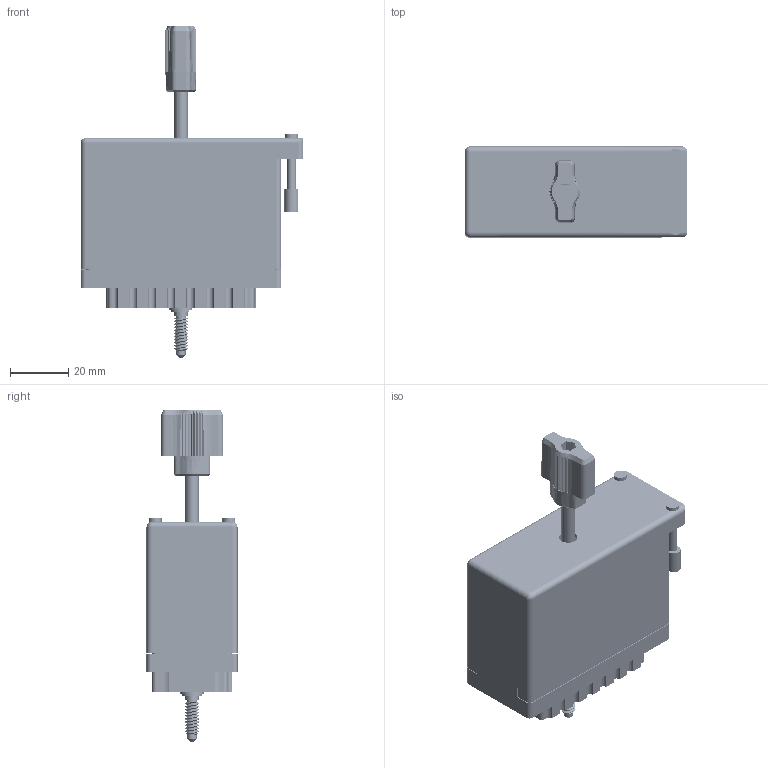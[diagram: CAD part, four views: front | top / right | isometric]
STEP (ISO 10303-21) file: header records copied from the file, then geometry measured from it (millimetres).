
FILE_DESCRIPTION (( 'STEP AP203' ), '1' );
FILE_NAME ('516-090-541-455.STEP', '2020-03-06T21:43:51', ( '' ), ( '' ), 'SwSTEP 2.0', 'SolidWorks 2016', '' );
FILE_SCHEMA (( 'CONFIG_CONTROL_DESIGN' ));
Length unit declared in the file: inch
Products named in the file (11): Grub Screw; 516-250-091-111; 516-253-095-100; 516-254-091-109; 516-253-190-107; 516-230-001_Metal - 090 Side Entry; 516-251-095-100; 516-090-541-455; 516 Part Receptacle_090; Actuating Screw Assy 090-120; 516-292-001_541 Contact
Assembly tree (100 placements, depth 3):
  516-090-541-455
    516 Part Receptacle_090
    516-292-001_541 Contact  x90
    516-230-001_Metal - 090 Side Entry
    Actuating Screw Assy 090-120
      516-251-095-100
      516-254-091-109
      516-253-095-100  x2
      516-253-190-107
      516-250-091-111
      Grub Screw
Bounding box: 76.66 x 31.34 x 114.34 mm (x, y, z)
Volume: 42813.6 mm3; surface area: 72957.8 mm2
Topology: 99 solids, 99 shells, 8770 faces, 25373 edges, 16822 vertices
Faces by surface type: plane 5300, cylinder 2849, bspline 557, cone 62, sphere 2
Entity records: 89155 total; most frequent: CARTESIAN_POINT 21450, ORIENTED_EDGE 13694, DIRECTION 13257, EDGE_CURVE 6847, VECTOR 4837, LINE 4837, VERTEX_POINT 4532, AXIS2_PLACEMENT_3D 4210
